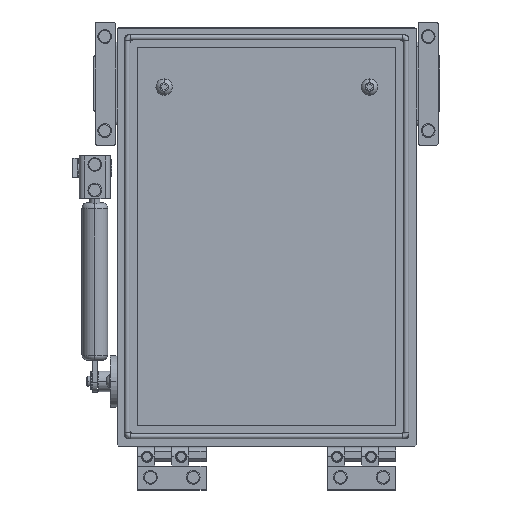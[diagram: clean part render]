
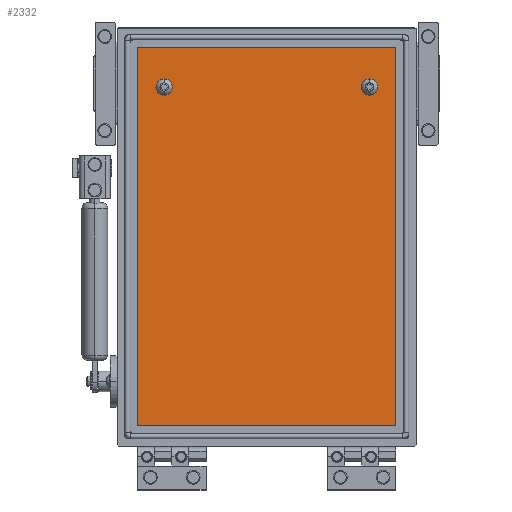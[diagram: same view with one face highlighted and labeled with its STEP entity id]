
A CAD part, front view. The second image highlights one B-rep face of the part: STEP entity #2332.
In plain terms, the highlighted planar face has unit normal (0, -1, 0).
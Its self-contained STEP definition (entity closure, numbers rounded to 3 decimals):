
#432 = EDGE_CURVE ( 'NONE', #17734, #22901, #37774, .T. ) ;
#1787 = DIRECTION ( 'NONE',  ( 0., -1., 0. ) ) ;
#2189 = PLANE ( 'NONE',  #2372 ) ;
#2237 = CARTESIAN_POINT ( 'NONE',  ( 60., 24., 87.5 ) ) ;
#2273 = CARTESIAN_POINT ( 'NONE',  ( -75.5, 24., -110.5 ) ) ;
#2332 = ADVANCED_FACE ( 'NONE', ( #40258, #31856, #3551 ), #2189, .T. ) ;
#2372 = AXIS2_PLACEMENT_3D ( 'NONE', #24358, #1787, #23955 ) ;
#3551 = FACE_OUTER_BOUND ( 'NONE', #8973, .T. ) ;
#3666 = CIRCLE ( 'NONE', #32011, 2.75 ) ;
#3815 = EDGE_CURVE ( 'NONE', #39701, #38345, #12081, .T. ) ;
#4545 = LINE ( 'NONE', #40753, #12034 ) ;
#4762 = CARTESIAN_POINT ( 'NONE',  ( 75.5, 24., 110.5 ) ) ;
#5165 = DIRECTION ( 'NONE',  ( -1., 0., 0. ) ) ;
#5203 = CARTESIAN_POINT ( 'NONE',  ( -60., 24., 87.5 ) ) ;
#5420 = DIRECTION ( 'NONE',  ( 0., 0., -1. ) ) ;
#5430 = LINE ( 'NONE', #23626, #8439 ) ;
#5802 = EDGE_CURVE ( 'NONE', #24409, #33476, #31707, .T. ) ;
#8439 = VECTOR ( 'NONE', #5165, 1000. ) ;
#8904 = EDGE_CURVE ( 'NONE', #39245, #39701, #16573, .T. ) ;
#8973 = EDGE_LOOP ( 'NONE', ( #24996, #18234, #17508, #13578 ) ) ;
#10587 = EDGE_CURVE ( 'NONE', #33476, #24409, #26389, .T. ) ;
#12034 = VECTOR ( 'NONE', #15769, 1000. ) ;
#12081 = LINE ( 'NONE', #39565, #22948 ) ;
#12210 = DIRECTION ( 'NONE',  ( 0., -1., 0. ) ) ;
#12557 = CARTESIAN_POINT ( 'NONE',  ( -60., 24., 90.25 ) ) ;
#13560 = CARTESIAN_POINT ( 'NONE',  ( 60., 24., 87.5 ) ) ;
#13578 = ORIENTED_EDGE ( 'NONE', *, *, #20147, .T. ) ;
#14241 = EDGE_CURVE ( 'NONE', #38345, #31320, #4545, .T. ) ;
#15561 = ORIENTED_EDGE ( 'NONE', *, *, #39680, .F. ) ;
#15769 = DIRECTION ( 'NONE',  ( 0., 0., 1. ) ) ;
#16573 = LINE ( 'NONE', #33008, #18053 ) ;
#17484 = ORIENTED_EDGE ( 'NONE', *, *, #10587, .F. ) ;
#17508 = ORIENTED_EDGE ( 'NONE', *, *, #14241, .T. ) ;
#17734 = VERTEX_POINT ( 'NONE', #12557 ) ;
#18053 = VECTOR ( 'NONE', #35890, 1000. ) ;
#18234 = ORIENTED_EDGE ( 'NONE', *, *, #3815, .T. ) ;
#20147 = EDGE_CURVE ( 'NONE', #31320, #39245, #5430, .T. ) ;
#22814 = DIRECTION ( 'NONE',  ( 0., -1., 0. ) ) ;
#22901 = VERTEX_POINT ( 'NONE', #35149 ) ;
#22948 = VECTOR ( 'NONE', #23782, 1000. ) ;
#23626 = CARTESIAN_POINT ( 'NONE',  ( -75.5, 24., 110.5 ) ) ;
#23782 = DIRECTION ( 'NONE',  ( 1., 0., 0. ) ) ;
#23955 = DIRECTION ( 'NONE',  ( 0., 0., -1. ) ) ;
#24358 = CARTESIAN_POINT ( 'NONE',  ( -75.5, 24., 110.5 ) ) ;
#24399 = DIRECTION ( 'NONE',  ( 0., -1., 0. ) ) ;
#24409 = VERTEX_POINT ( 'NONE', #39837 ) ;
#24996 = ORIENTED_EDGE ( 'NONE', *, *, #8904, .T. ) ;
#26387 = EDGE_LOOP ( 'NONE', ( #37695, #17484 ) ) ;
#26389 = CIRCLE ( 'NONE', #37756, 2.75 ) ;
#28966 = ORIENTED_EDGE ( 'NONE', *, *, #432, .F. ) ;
#30681 = DIRECTION ( 'NONE',  ( 0., -1., 0. ) ) ;
#31003 = AXIS2_PLACEMENT_3D ( 'NONE', #31025, #12210, #34065 ) ;
#31025 = CARTESIAN_POINT ( 'NONE',  ( -60., 24., 87.5 ) ) ;
#31320 = VERTEX_POINT ( 'NONE', #4762 ) ;
#31707 = CIRCLE ( 'NONE', #36501, 2.75 ) ;
#31856 = FACE_BOUND ( 'NONE', #26387, .T. ) ;
#32011 = AXIS2_PLACEMENT_3D ( 'NONE', #5203, #30681, #33460 ) ;
#32713 = CARTESIAN_POINT ( 'NONE',  ( 75.5, 24., -110.5 ) ) ;
#33008 = CARTESIAN_POINT ( 'NONE',  ( -75.5, 24., 110.5 ) ) ;
#33460 = DIRECTION ( 'NONE',  ( 0., 0., -1. ) ) ;
#33476 = VERTEX_POINT ( 'NONE', #38108 ) ;
#34065 = DIRECTION ( 'NONE',  ( 0., 0., -1. ) ) ;
#35149 = CARTESIAN_POINT ( 'NONE',  ( -60., 24., 84.75 ) ) ;
#35669 = DIRECTION ( 'NONE',  ( 0., 0., -1. ) ) ;
#35890 = DIRECTION ( 'NONE',  ( 0., 0., -1. ) ) ;
#36501 = AXIS2_PLACEMENT_3D ( 'NONE', #13560, #22814, #35669 ) ;
#37695 = ORIENTED_EDGE ( 'NONE', *, *, #5802, .F. ) ;
#37756 = AXIS2_PLACEMENT_3D ( 'NONE', #2237, #24399, #5420 ) ;
#37774 = CIRCLE ( 'NONE', #31003, 2.75 ) ;
#38108 = CARTESIAN_POINT ( 'NONE',  ( 60., 24., 84.75 ) ) ;
#38322 = EDGE_LOOP ( 'NONE', ( #28966, #15561 ) ) ;
#38345 = VERTEX_POINT ( 'NONE', #32713 ) ;
#39245 = VERTEX_POINT ( 'NONE', #40504 ) ;
#39565 = CARTESIAN_POINT ( 'NONE',  ( -75.5, 24., -110.5 ) ) ;
#39680 = EDGE_CURVE ( 'NONE', #22901, #17734, #3666, .T. ) ;
#39701 = VERTEX_POINT ( 'NONE', #2273 ) ;
#39837 = CARTESIAN_POINT ( 'NONE',  ( 60., 24., 90.25 ) ) ;
#40258 = FACE_BOUND ( 'NONE', #38322, .T. ) ;
#40504 = CARTESIAN_POINT ( 'NONE',  ( -75.5, 24., 110.5 ) ) ;
#40753 = CARTESIAN_POINT ( 'NONE',  ( 75.5, 24., 110.5 ) ) ;
